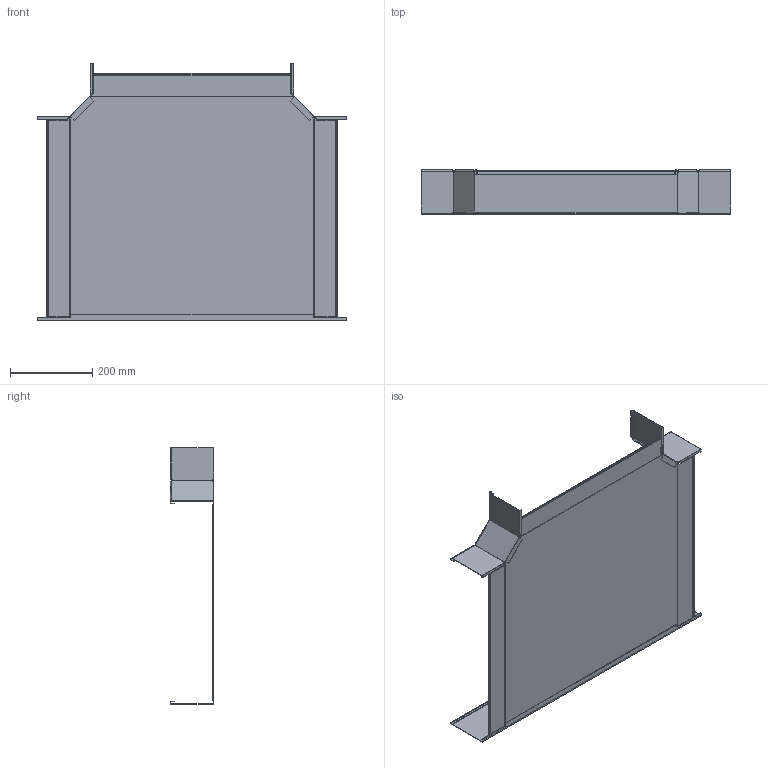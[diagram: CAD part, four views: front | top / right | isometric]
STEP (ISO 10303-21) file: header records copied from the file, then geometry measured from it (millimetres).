
FILE_DESCRIPTION (( 'STEP AP214' ), '1' );
FILE_NAME ('6038330.STEP', '2025-03-13T09:49:59', ( '' ), ( '' ), 'SwSTEP 2.0', 'SolidWorks 2024', '' );
FILE_SCHEMA (( 'AUTOMOTIVE_DESIGN' ));
Length unit declared in the file: millimetre
Products named in the file (4): 172072_500; 167655_110x90°; 6038330; 181552_500
Assembly tree (4 placements, depth 2):
  6038330
    172072_500
    167655_110x90°  x2
    181552_500
Bounding box: 754 x 107 x 624.99 mm (x, y, z)
Volume: 602021.1 mm3; surface area: 1132857.4 mm2
Topology: 4 solids, 4 shells, 241 faces, 639 edges, 406 vertices
Faces by surface type: plane 168, cylinder 49, bspline 24
Entity records: 5926 total; most frequent: CARTESIAN_POINT 1749, ORIENTED_EDGE 918, DIRECTION 733, EDGE_CURVE 459, VERTEX_POINT 294, VECTOR 293, LINE 293, AXIS2_PLACEMENT_3D 220
